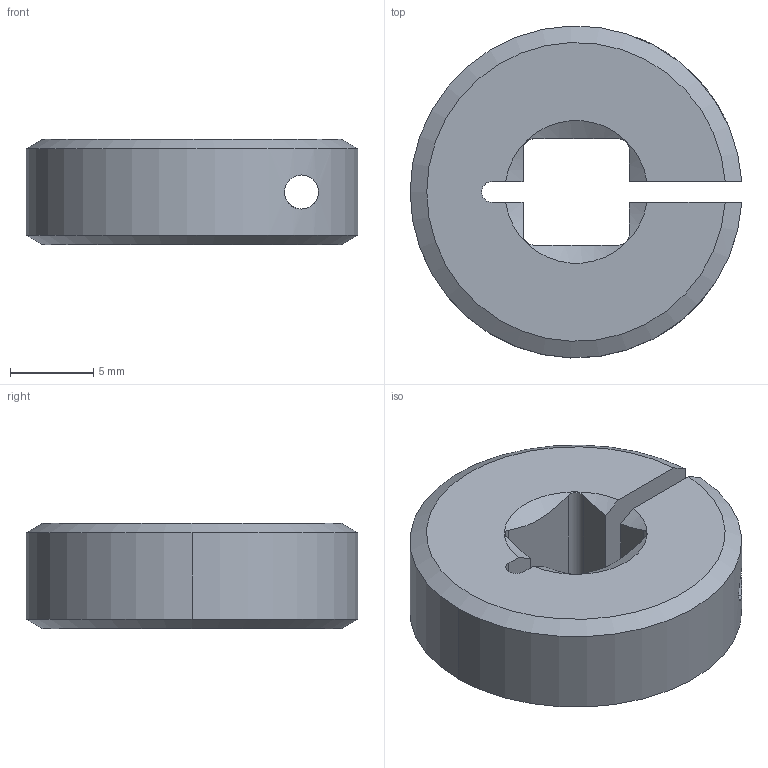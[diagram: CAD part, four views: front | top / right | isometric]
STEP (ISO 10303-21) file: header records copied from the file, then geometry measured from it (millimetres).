
FILE_DESCRIPTION (( 'STEP AP214' ), '1' );
FILE_NAME ('276-7580-001 Rev3.STEP', '2020-10-12T15:24:38', ( '' ), ( '' ), 'SwSTEP 2.0', 'SolidWorks 2019', '' );
FILE_SCHEMA (( 'AUTOMOTIVE_DESIGN' ));
Length unit declared in the file: millimetre
Products named in the file (1): 276-7580-001 Rev3
Bounding box: 19.98 x 19.99 x 6.35 mm (x, y, z)
Volume: 1492.3 mm3; surface area: 1213.1 mm2
Topology: 1 solids, 1 shells, 33 faces, 90 edges, 60 vertices
Faces by surface type: cylinder 14, plane 13, cone 6
Entity records: 1330 total; most frequent: CARTESIAN_POINT 476, ORIENTED_EDGE 180, DIRECTION 144, EDGE_CURVE 90, VERTEX_POINT 60, AXIS2_PLACEMENT_3D 56, EDGE_LOOP 38, B_SPLINE_CURVE_WITH_KNOTS 36
